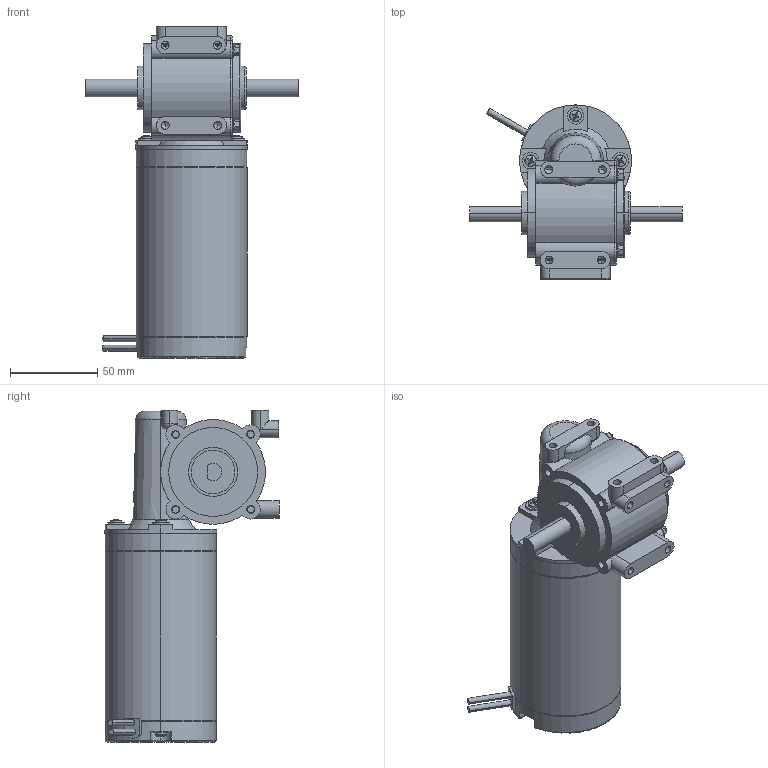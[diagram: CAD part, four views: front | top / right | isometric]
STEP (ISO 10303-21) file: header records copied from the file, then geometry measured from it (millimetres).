
FILE_DESCRIPTION (( 'STEP AP214' ), '1' );
FILE_NAME ('WG5850-D.STEP', '2017-06-13T05:59:13', ( 'Sky123.Org' ), ( 'Sky123.Org' ), 'SwSTEP 2.0', 'SolidWorks 2015', '' );
FILE_SCHEMA (( 'AUTOMOTIVE_DESIGN' ));
Length unit declared in the file: millimetre
Products named in the file (10): 03.M5850; double end studs (clamping type)_am_AMCT A M4X35-N; pan cross head_ai_CR-PHMS 0.125-44x0.188x0.188-N; flat washer type a narrow_ai_Preferred Narrow FW 0.125; M5850; WG5946D-GEARBOX; flat washer type b regular_ai_Regular FW 0.112; binding head screw_ai_CR-BHMS 0.125-40x0.5625x0.5625-N; hex flange machine screw_am_B18.6.7M - M4 x 0.7 x 5 Indented HFMS --5N; WG5850-D
Assembly tree (20 placements, depth 3):
  WG5850-D
    hex flange machine screw_am_B18.6.7M - M4 x 0.7 x 5 Indented HFMS --5N  x5
    binding head screw_ai_CR-BHMS 0.125-40x0.5625x0.5625-N  x3
    flat washer type b regular_ai_Regular FW 0.112  x3
    WG5946D-GEARBOX
    03.M5850
      M5850
      flat washer type a narrow_ai_Preferred Narrow FW 0.125  x2
      pan cross head_ai_CR-PHMS 0.125-44x0.188x0.188-N  x2
      double end studs (clamping type)_am_AMCT A M4X35-N  x2
Bounding box: 122 x 99.8 x 190.27 mm (x, y, z)
Volume: 598683.3 mm3; surface area: 87569.8 mm2
Topology: 22 solids, 22 shells, 556 faces, 1274 edges, 776 vertices
Faces by surface type: plane 204, cylinder 171, cone 95, torus 46, bspline 30, sphere 10
Entity records: 12360 total; most frequent: CARTESIAN_POINT 2748, DIRECTION 1771, ORIENTED_EDGE 1580, EDGE_CURVE 790, AXIS2_PLACEMENT_3D 736, VERTEX_POINT 494, CIRCLE 385, EDGE_LOOP 382
